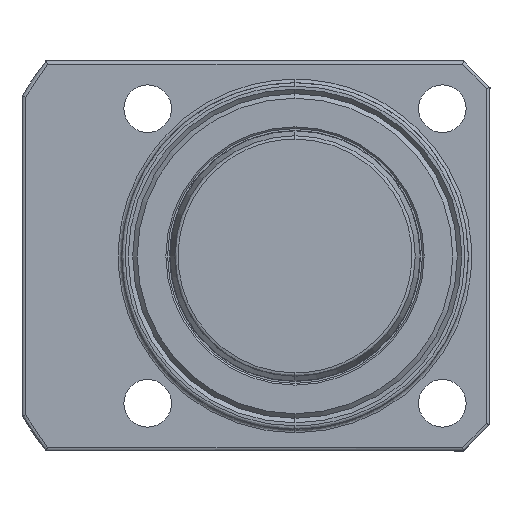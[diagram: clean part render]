
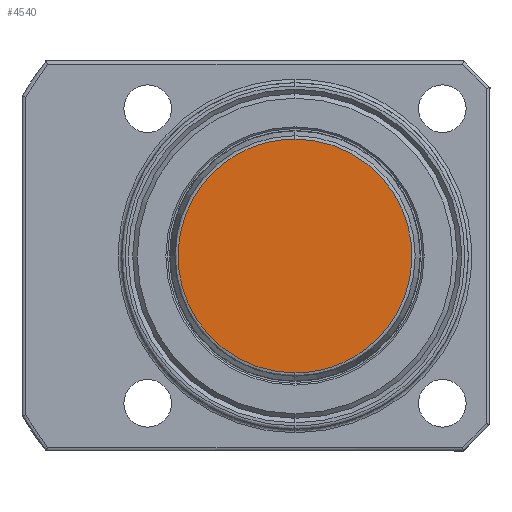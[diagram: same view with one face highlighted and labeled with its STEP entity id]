
A CAD part, front view. The second image highlights one B-rep face of the part: STEP entity #4540.
In plain terms, the highlighted planar face has unit normal (0, -1, 0).
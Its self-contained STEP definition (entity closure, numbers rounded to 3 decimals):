
#1177 = CARTESIAN_POINT ( 'NONE',  ( 0., 0., 13.492 ) ) ;
#1190 = CARTESIAN_POINT ( 'NONE',  ( 0., 0., -13.492 ) ) ;
#1303 = AXIS2_PLACEMENT_3D ( 'NONE', #3256, #3245, #3244 ) ;
#1506 = EDGE_CURVE ( 'NONE', #5956, #5947, #6666, .T. ) ;
#1602 = EDGE_CURVE ( 'NONE', #5947, #5956, #6652, .T. ) ;
#2161 = FACE_OUTER_BOUND ( 'NONE', #6031, .T. ) ;
#2569 = CARTESIAN_POINT ( 'NONE',  ( 0., 0., 13.492 ) ) ;
#2570 = CARTESIAN_POINT ( 'NONE',  ( -26.984, 0., 13.492 ) ) ;
#2571 = CARTESIAN_POINT ( 'NONE',  ( 0., 0., -13.492 ) ) ;
#2572 = CARTESIAN_POINT ( 'NONE',  ( 0., 0., 13.492 ) ) ;
#2577 = CARTESIAN_POINT ( 'NONE',  ( -26.984, 0., -13.492 ) ) ;
#2579 = CARTESIAN_POINT ( 'NONE',  ( 0., 0., -13.492 ) ) ;
#2589 = CARTESIAN_POINT ( 'NONE',  ( 26.984, 0., -13.492 ) ) ;
#2593 = CARTESIAN_POINT ( 'NONE',  ( 26.984, 0., 13.492 ) ) ;
#3244 = DIRECTION ( 'NONE',  ( 0., 0., 1. ) ) ;
#3245 = DIRECTION ( 'NONE',  ( 0., 1., 0. ) ) ;
#3247 = PLANE ( 'NONE',  #1303 ) ;
#3256 = CARTESIAN_POINT ( 'NONE',  ( 0., 0., 0. ) ) ;
#4540 = ADVANCED_FACE ( 'N', ( #2161 ), #3247, .F. ) ;
#5620 = ORIENTED_EDGE ( 'NONE', *, *, #1602, .F. ) ;
#5947 = VERTEX_POINT ( 'NONE', #1190 ) ;
#5956 = VERTEX_POINT ( 'NONE', #1177 ) ;
#6031 = EDGE_LOOP ( 'NONE', ( #6056, #5620 ) ) ;
#6056 = ORIENTED_EDGE ( 'NONE', *, *, #1506, .F. ) ;
#6652 =( BOUNDED_CURVE ( )  B_SPLINE_CURVE ( 3, ( #2579, #2577, #2570, #2569 ),
 .UNSPECIFIED., .F., .F. ) 
 B_SPLINE_CURVE_WITH_KNOTS ( ( 4, 4 ),
 ( 0., 1. ),
 .UNSPECIFIED. ) 
 CURVE ( )  GEOMETRIC_REPRESENTATION_ITEM ( )  RATIONAL_B_SPLINE_CURVE ( ( 1., 0.333, 0.333, 1. ) ) 
 REPRESENTATION_ITEM ( '' )  );
#6666 =( BOUNDED_CURVE ( )  B_SPLINE_CURVE ( 3, ( #2572, #2593, #2589, #2571 ),
 .UNSPECIFIED., .F., .F. ) 
 B_SPLINE_CURVE_WITH_KNOTS ( ( 4, 4 ),
 ( 0., 1. ),
 .UNSPECIFIED. ) 
 CURVE ( )  GEOMETRIC_REPRESENTATION_ITEM ( )  RATIONAL_B_SPLINE_CURVE ( ( 1., 0.333, 0.333, 1. ) ) 
 REPRESENTATION_ITEM ( '' )  );
